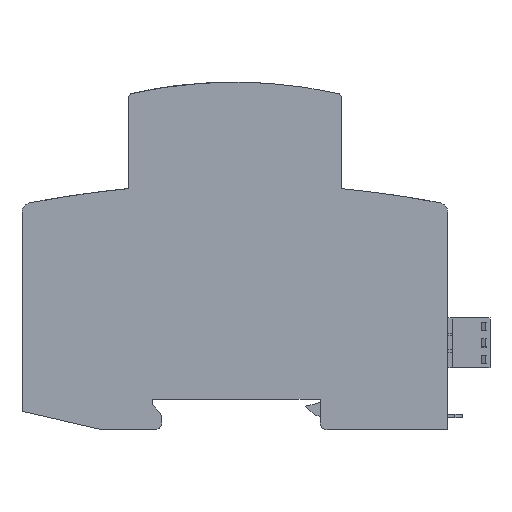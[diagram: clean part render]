
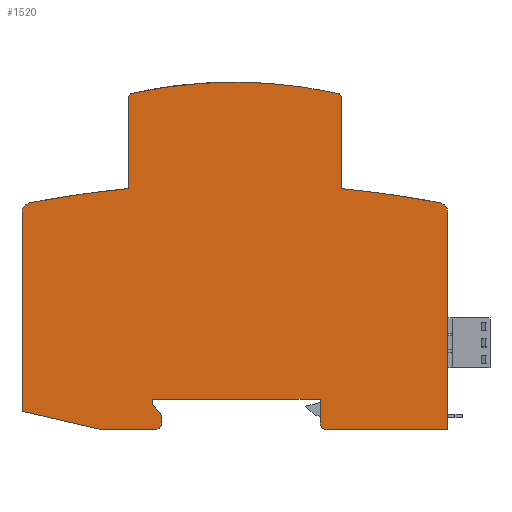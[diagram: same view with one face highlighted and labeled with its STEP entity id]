
A CAD part, left-side view. The second image highlights one B-rep face of the part: STEP entity #1520.
In plain terms, the highlighted planar face has unit normal (-1, 0, 0).
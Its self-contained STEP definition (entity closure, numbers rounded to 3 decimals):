
#1520=ADVANCED_FACE('',(#3078),#3079,.F.);
#3078=FACE_OUTER_BOUND('',#4627,.T.);
#3079=PLANE('',#4628);
#4627=EDGE_LOOP('',(#9315,#9316,#9317,#9318,#9319,#9320,#9321,#9322,#9323,#9324,#9325,#9326,#9327,#9328,#9329,#9330,#9331,#9332,#9333,#9334,#9335,#9336,#9337));
#4628=AXIS2_PLACEMENT_3D('',#9338,#9339,#9340);
#9315=ORIENTED_EDGE('',*,*,#11195,.F.);
#9316=ORIENTED_EDGE('',*,*,#11140,.F.);
#9317=ORIENTED_EDGE('',*,*,#10389,.F.);
#9318=ORIENTED_EDGE('',*,*,#11145,.F.);
#9319=ORIENTED_EDGE('',*,*,#11148,.F.);
#9320=ORIENTED_EDGE('',*,*,#10252,.F.);
#9321=ORIENTED_EDGE('',*,*,#11151,.F.);
#9322=ORIENTED_EDGE('',*,*,#9854,.F.);
#9323=ORIENTED_EDGE('',*,*,#11155,.F.);
#9324=ORIENTED_EDGE('',*,*,#11158,.F.);
#9325=ORIENTED_EDGE('',*,*,#11109,.F.);
#9326=ORIENTED_EDGE('',*,*,#9431,.F.);
#9327=ORIENTED_EDGE('',*,*,#11162,.F.);
#9328=ORIENTED_EDGE('',*,*,#11165,.F.);
#9329=ORIENTED_EDGE('',*,*,#10213,.F.);
#9330=ORIENTED_EDGE('',*,*,#11168,.F.);
#9331=ORIENTED_EDGE('',*,*,#10326,.F.);
#9332=ORIENTED_EDGE('',*,*,#11172,.F.);
#9333=ORIENTED_EDGE('',*,*,#11176,.F.);
#9334=ORIENTED_EDGE('',*,*,#11180,.F.);
#9335=ORIENTED_EDGE('',*,*,#11184,.F.);
#9336=ORIENTED_EDGE('',*,*,#11188,.F.);
#9337=ORIENTED_EDGE('',*,*,#11192,.F.);
#9338=CARTESIAN_POINT('',(-9.0,44.617,32.137));
#9339=DIRECTION('',(1.0,0.0,0.));
#9340=DIRECTION('',(0.,0.0,-1.0));
#9431=EDGE_CURVE('',#11371,#11373,#11374,.T.);
#9854=EDGE_CURVE('',#12015,#12017,#12018,.T.);
#10213=EDGE_CURVE('',#12549,#12551,#12552,.T.);
#10252=EDGE_CURVE('',#12608,#12610,#12611,.T.);
#10326=EDGE_CURVE('',#12726,#12728,#12729,.T.);
#10389=EDGE_CURVE('',#12817,#12819,#12820,.T.);
#11109=EDGE_CURVE('',#11373,#13842,#13843,.T.);
#11140=EDGE_CURVE('',#12819,#13880,#13881,.T.);
#11145=EDGE_CURVE('',#13886,#12817,#13888,.T.);
#11148=EDGE_CURVE('',#12610,#13886,#13891,.T.);
#11151=EDGE_CURVE('',#12017,#12608,#13894,.T.);
#11155=EDGE_CURVE('',#13898,#12015,#13900,.T.);
#11158=EDGE_CURVE('',#13842,#13898,#13903,.T.);
#11162=EDGE_CURVE('',#13907,#11371,#13909,.T.);
#11165=EDGE_CURVE('',#12551,#13907,#13912,.T.);
#11168=EDGE_CURVE('',#12728,#12549,#13915,.T.);
#11172=EDGE_CURVE('',#13919,#12726,#13921,.T.);
#11176=EDGE_CURVE('',#13925,#13919,#13927,.T.);
#11180=EDGE_CURVE('',#13931,#13925,#13933,.T.);
#11184=EDGE_CURVE('',#13937,#13931,#13939,.T.);
#11188=EDGE_CURVE('',#13943,#13937,#13945,.T.);
#11192=EDGE_CURVE('',#13949,#13943,#13951,.T.);
#11195=EDGE_CURVE('',#13880,#13949,#13954,.T.);
#11371=VERTEX_POINT('',#14442);
#11373=VERTEX_POINT('',#14445);
#11374=CIRCLE('',#14446,100.0);
#12015=VERTEX_POINT('',#15708);
#12017=VERTEX_POINT('',#15711);
#12018=CIRCLE('',#15712,230.);
#12549=VERTEX_POINT('',#16598);
#12551=VERTEX_POINT('',#16601);
#12552=CIRCLE('',#16602,230.);
#12608=VERTEX_POINT('',#16684);
#12610=VERTEX_POINT('',#16687);
#12611=LINE('',#16688,#16689);
#12726=VERTEX_POINT('',#16860);
#12728=VERTEX_POINT('',#16863);
#12729=LINE('',#16864,#16865);
#12817=VERTEX_POINT('',#16983);
#12819=VERTEX_POINT('',#16986);
#12820=LINE('',#16987,#16988);
#13842=VERTEX_POINT('',#18578);
#13843=CIRCLE('',#18579,100.0);
#13880=VERTEX_POINT('',#18678);
#13881=LINE('',#18679,#18680);
#13886=VERTEX_POINT('',#18686);
#13888=CIRCLE('',#18689,1.5);
#13891=LINE('',#18693,#18694);
#13894=CIRCLE('',#18697,2.);
#13898=VERTEX_POINT('',#18702);
#13900=LINE('',#18705,#18706);
#13903=CIRCLE('',#18709,1.);
#13907=VERTEX_POINT('',#18713);
#13909=CIRCLE('',#18716,1.);
#13912=LINE('',#18720,#18721);
#13915=CIRCLE('',#18724,2.);
#13919=VERTEX_POINT('',#18729);
#13921=LINE('',#18732,#18733);
#13925=VERTEX_POINT('',#18738);
#13927=LINE('',#18741,#18742);
#13931=VERTEX_POINT('',#18746);
#13933=CIRCLE('',#18749,1.5);
#13937=VERTEX_POINT('',#18754);
#13939=LINE('',#18757,#18758);
#13943=VERTEX_POINT('',#18762);
#13945=CIRCLE('',#18765,1.5);
#13949=VERTEX_POINT('',#18770);
#13951=LINE('',#18773,#18774);
#13954=LINE('',#18778,#18779);
#14442=CARTESIAN_POINT('',(-9.0,66.717,71.113));
#14445=CARTESIAN_POINT('',(-9.0,45.0,73.5));
#14446=AXIS2_PLACEMENT_3D('',#18954,#18955,#18956);
#15708=CARTESIAN_POINT('',(-9.0,22.5,50.997));
#15711=CARTESIAN_POINT('',(-9.0,1.623,47.973));
#15712=AXIS2_PLACEMENT_3D('',#19302,#19303,#19304);
#16598=CARTESIAN_POINT('',(-9.0,88.377,47.973));
#16601=CARTESIAN_POINT('',(-9.0,67.5,50.997));
#16602=AXIS2_PLACEMENT_3D('',#19571,#19572,#19573);
#16684=CARTESIAN_POINT('',(-9.0,0.0,46.008));
#16687=CARTESIAN_POINT('',(-9.0,0.0,0.));
#16688=CARTESIAN_POINT('',(-9.0,0.0,46.008));
#16689=VECTOR('',#19601,1.0);
#16860=CARTESIAN_POINT('',(-9.0,90.0,3.925));
#16863=CARTESIAN_POINT('',(-9.0,90.0,46.008));
#16864=CARTESIAN_POINT('',(-9.0,90.0,3.925));
#16865=VECTOR('',#19659,1.0);
#16983=CARTESIAN_POINT('',(-9.0,27.0,1.5));
#16986=CARTESIAN_POINT('',(-9.0,27.0,6.5));
#16987=CARTESIAN_POINT('',(-9.0,27.0,1.5));
#16988=VECTOR('',#19727,1.0);
#18578=CARTESIAN_POINT('',(-9.0,23.283,71.113));
#18579=AXIS2_PLACEMENT_3D('',#20397,#20398,#20399);
#18678=CARTESIAN_POINT('',(-9.0,62.5,6.5));
#18679=CARTESIAN_POINT('',(-9.0,27.0,6.5));
#18680=VECTOR('',#20423,1.0);
#18686=CARTESIAN_POINT('',(-9.0,25.5,0.));
#18689=AXIS2_PLACEMENT_3D('',#20429,#20430,#20431);
#18693=CARTESIAN_POINT('',(-9.0,0.0,0.));
#18694=VECTOR('',#20433,1.0);
#18697=AXIS2_PLACEMENT_3D('',#20437,#20438,#20439);
#18702=CARTESIAN_POINT('',(-9.0,22.5,70.137));
#18705=CARTESIAN_POINT('',(-9.0,22.5,70.137));
#18706=VECTOR('',#20442,1.0);
#18709=AXIS2_PLACEMENT_3D('',#20446,#20447,#20448);
#18713=CARTESIAN_POINT('',(-9.0,67.5,70.137));
#18716=AXIS2_PLACEMENT_3D('',#20453,#20454,#20455);
#18720=CARTESIAN_POINT('',(-9.0,67.5,50.997));
#18721=VECTOR('',#20457,1.0);
#18724=AXIS2_PLACEMENT_3D('',#20461,#20462,#20463);
#18729=CARTESIAN_POINT('',(-9.0,73.0,0.));
#18732=CARTESIAN_POINT('',(-9.0,73.0,0.));
#18733=VECTOR('',#20466,1.0);
#18738=CARTESIAN_POINT('',(-9.0,62.0,0.));
#18741=CARTESIAN_POINT('',(-9.0,62.0,0.));
#18742=VECTOR('',#20469,1.0);
#18746=CARTESIAN_POINT('',(-9.0,60.5,1.5));
#18749=AXIS2_PLACEMENT_3D('',#20474,#20475,#20476);
#18754=CARTESIAN_POINT('',(-9.0,60.5,2.679));
#18757=CARTESIAN_POINT('',(-9.0,60.5,2.679));
#18758=VECTOR('',#20479,1.0);
#18762=CARTESIAN_POINT('',(-9.0,60.939,3.739));
#18765=AXIS2_PLACEMENT_3D('',#20484,#20485,#20486);
#18770=CARTESIAN_POINT('',(-9.0,62.5,5.3));
#18773=CARTESIAN_POINT('',(-9.0,62.5,5.3));
#18774=VECTOR('',#20489,1.0);
#18778=CARTESIAN_POINT('',(-9.0,62.5,6.5));
#18779=VECTOR('',#20491,1.0);
#18954=CARTESIAN_POINT('',(-9.0,45.0,-26.5));
#18955=DIRECTION('',(1.0,0.0,0.));
#18956=DIRECTION('',(0.,0.0,-1.0));
#19302=CARTESIAN_POINT('',(-9.,45.,-177.9));
#19303=DIRECTION('',(1.0,0.0,0.));
#19304=DIRECTION('',(0.,0.0,-1.0));
#19571=CARTESIAN_POINT('',(-9.,45.,-177.9));
#19572=DIRECTION('',(1.0,0.0,0.));
#19573=DIRECTION('',(0.,0.0,-1.0));
#19601=DIRECTION('',(0.,0.0,-1.0));
#19659=DIRECTION('',(0.,0.0,1.0));
#19727=DIRECTION('',(0.,0.0,1.0));
#20397=CARTESIAN_POINT('',(-9.0,45.0,-26.5));
#20398=DIRECTION('',(1.0,0.0,0.));
#20399=DIRECTION('',(0.,0.0,-1.0));
#20423=DIRECTION('',(0.0,1.0,0.0));
#20429=CARTESIAN_POINT('',(-9.0,25.5,1.5));
#20430=DIRECTION('',(1.0,0.0,0.));
#20431=DIRECTION('',(0.,0.0,-1.0));
#20433=DIRECTION('',(0.0,1.0,0.0));
#20437=CARTESIAN_POINT('',(-9.0,2.,46.008));
#20438=DIRECTION('',(1.0,0.0,0.));
#20439=DIRECTION('',(0.,0.0,-1.0));
#20442=DIRECTION('',(0.,0.0,-1.0));
#20446=CARTESIAN_POINT('',(-9.0,23.5,70.137));
#20447=DIRECTION('',(1.0,0.0,0.));
#20448=DIRECTION('',(0.,0.0,-1.0));
#20453=CARTESIAN_POINT('',(-9.0,66.5,70.137));
#20454=DIRECTION('',(1.0,0.0,0.));
#20455=DIRECTION('',(0.,0.0,-1.0));
#20457=DIRECTION('',(0.,0.0,1.0));
#20461=CARTESIAN_POINT('',(-9.0,88.,46.008));
#20462=DIRECTION('',(1.0,0.0,0.));
#20463=DIRECTION('',(0.,0.0,-1.0));
#20466=DIRECTION('',(0.,0.974,0.225));
#20469=DIRECTION('',(0.0,1.0,0.0));
#20474=CARTESIAN_POINT('',(-9.0,62.0,1.5));
#20475=DIRECTION('',(1.0,0.0,0.));
#20476=DIRECTION('',(0.,0.0,-1.0));
#20479=DIRECTION('',(0.,0.0,-1.0));
#20484=CARTESIAN_POINT('',(-9.0,62.,2.679));
#20485=DIRECTION('',(1.0,0.0,0.));
#20486=DIRECTION('',(0.,0.0,-1.0));
#20489=DIRECTION('',(0.,-0.707,-0.707));
#20491=DIRECTION('',(0.,0.0,-1.0));
